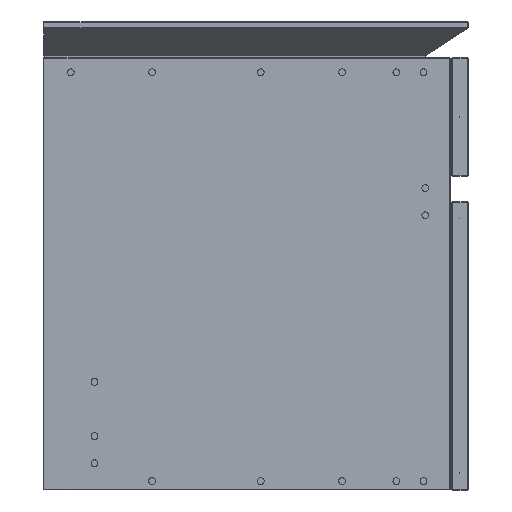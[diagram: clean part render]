
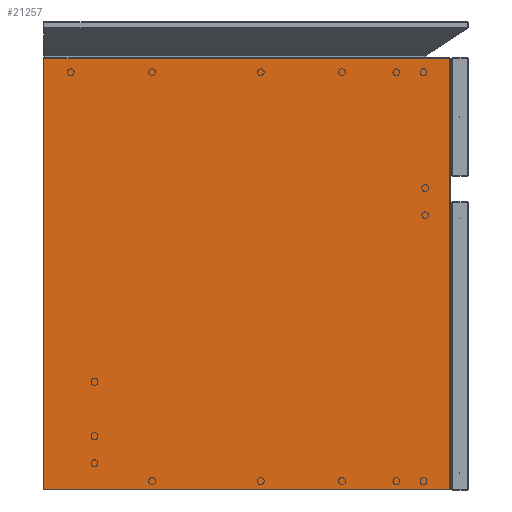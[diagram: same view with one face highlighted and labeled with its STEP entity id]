
A CAD part, left-side view. The second image highlights one B-rep face of the part: STEP entity #21257.
In plain terms, the highlighted planar face has unit normal (-1, 0, 0).
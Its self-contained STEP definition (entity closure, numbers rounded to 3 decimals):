
#21184=CARTESIAN_POINT('',(5516.621,29819.009,-509.2));
#21185=VERTEX_POINT('',#21184);
#21210=CARTESIAN_POINT('',(5516.621,29340.809,-509.2));
#21211=VERTEX_POINT('',#21210);
#21218=CARTESIAN_POINT('',(5516.621,29340.809,-509.2));
#21219=DIRECTION('',(0.0,1.0,0.0));
#21220=VECTOR('',#21219,478.2);
#21221=LINE('',#21218,#21220);
#21222=EDGE_CURVE('',#21211,#21185,#21221,.T.);
#21227=CARTESIAN_POINT('',(5516.621,29579.909,-0.799));
#21228=DIRECTION('',(-1.0,0.0,0.0));
#21229=DIRECTION('',(0.0,0.0,1.0));
#21230=AXIS2_PLACEMENT_3D('',#21227,#21228,#21229);
#21231=PLANE('',#21230);
#21232=ORIENTED_EDGE('',*,*,#21222,.F.);
#21233=CARTESIAN_POINT('',(5516.621,29340.809,-0.8));
#21234=VERTEX_POINT('',#21233);
#21235=CARTESIAN_POINT('',(5516.621,29340.809,-0.8));
#21236=DIRECTION('',(0.0,0.0,-1.0));
#21237=VECTOR('',#21236,508.4);
#21238=LINE('',#21235,#21237);
#21239=EDGE_CURVE('',#21234,#21211,#21238,.T.);
#21240=ORIENTED_EDGE('',*,*,#21239,.F.);
#21241=CARTESIAN_POINT('',(5516.621,29819.009,-0.8));
#21242=VERTEX_POINT('',#21241);
#21243=CARTESIAN_POINT('',(5516.621,29819.009,-0.8));
#21244=DIRECTION('',(0.0,-1.0,0.0));
#21245=VECTOR('',#21244,478.2);
#21246=LINE('',#21243,#21245);
#21247=EDGE_CURVE('',#21242,#21234,#21246,.T.);
#21248=ORIENTED_EDGE('',*,*,#21247,.F.);
#21249=CARTESIAN_POINT('',(5516.621,29819.009,-509.2));
#21250=DIRECTION('',(0.0,0.0,1.0));
#21251=VECTOR('',#21250,508.4);
#21252=LINE('',#21249,#21251);
#21253=EDGE_CURVE('',#21185,#21242,#21252,.T.);
#21254=ORIENTED_EDGE('',*,*,#21253,.F.);
#21255=EDGE_LOOP('',(#21232,#21240,#21248,#21254));
#21256=FACE_OUTER_BOUND('',#21255,.T.);
#21257=ADVANCED_FACE('',(#21256),#21231,.T.);
